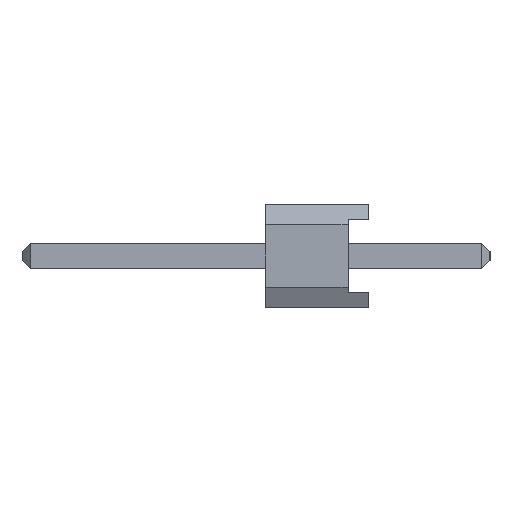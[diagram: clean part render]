
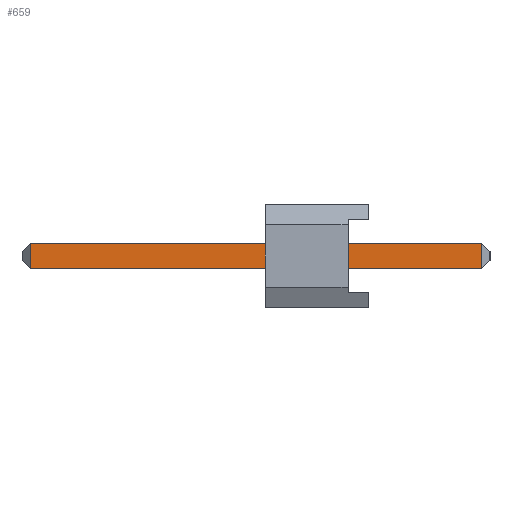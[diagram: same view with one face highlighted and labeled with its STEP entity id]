
A CAD part, left-side view. The second image highlights one B-rep face of the part: STEP entity #659.
In plain terms, the highlighted face is planar.
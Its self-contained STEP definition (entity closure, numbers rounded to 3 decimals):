
#133=FACE_OUTER_BOUND('',#167,.T.);
#167=EDGE_LOOP('',(#571,#572,#573,#574));
#224=LINE('',#1084,#300);
#241=LINE('',#1119,#317);
#242=LINE('',#1121,#318);
#243=LINE('',#1122,#319);
#300=VECTOR('',#881,1000.);
#317=VECTOR('',#910,1000.);
#318=VECTOR('',#911,1000.);
#319=VECTOR('',#912,1000.);
#360=VERTEX_POINT('',#1081);
#361=VERTEX_POINT('',#1083);
#373=VERTEX_POINT('',#1118);
#374=VERTEX_POINT('',#1120);
#424=EDGE_CURVE('',#361,#360,#224,.T.);
#441=EDGE_CURVE('',#361,#373,#241,.T.);
#442=EDGE_CURVE('',#360,#374,#242,.T.);
#443=EDGE_CURVE('',#374,#373,#243,.T.);
#571=ORIENTED_EDGE('',*,*,#441,.F.);
#572=ORIENTED_EDGE('',*,*,#424,.T.);
#573=ORIENTED_EDGE('',*,*,#442,.T.);
#574=ORIENTED_EDGE('',*,*,#443,.T.);
#627=PLANE('',#758);
#659=ADVANCED_FACE('',(#133),#627,.F.);
#758=AXIS2_PLACEMENT_3D('',#1117,#908,#909);
#881=DIRECTION('',(0.,1.,0.));
#908=DIRECTION('center_axis',(-1.,0.,0.));
#909=DIRECTION('ref_axis',(0.,0.,1.));
#910=DIRECTION('',(0.,0.,1.));
#911=DIRECTION('',(0.,0.,1.));
#912=DIRECTION('',(0.,-1.,0.));
#1081=CARTESIAN_POINT('',(0.32,0.32,-5.57));
#1083=CARTESIAN_POINT('',(0.32,-0.32,-5.57));
#1084=CARTESIAN_POINT('',(0.32,-0.32,-5.57));
#1117=CARTESIAN_POINT('Origin',(0.32,-0.32,-5.77));
#1118=CARTESIAN_POINT('',(0.32,-0.32,5.57));
#1119=CARTESIAN_POINT('',(0.32,-0.32,-5.77));
#1120=CARTESIAN_POINT('',(0.32,0.32,5.57));
#1121=CARTESIAN_POINT('',(0.32,0.32,-5.77));
#1122=CARTESIAN_POINT('',(0.32,-0.32,5.57));
